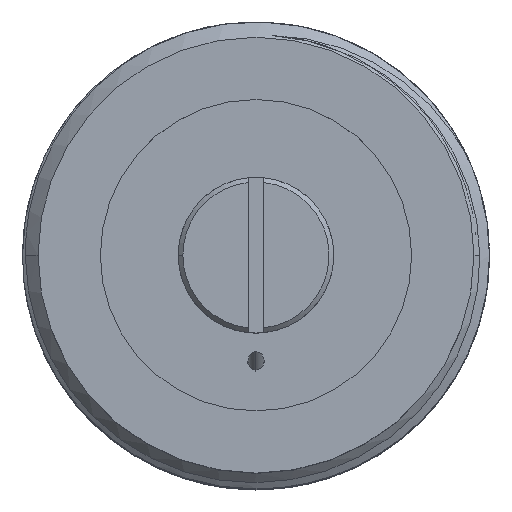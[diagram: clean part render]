
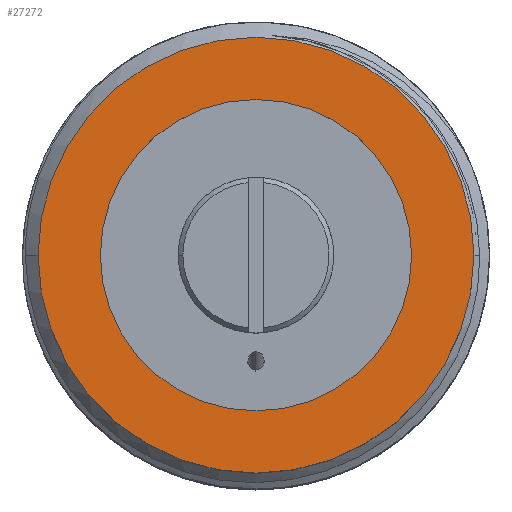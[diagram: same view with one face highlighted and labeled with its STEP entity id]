
A CAD part, top view. The second image highlights one B-rep face of the part: STEP entity #27272.
In plain terms, the highlighted face is planar.
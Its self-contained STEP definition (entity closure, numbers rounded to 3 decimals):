
#275 = DIRECTION ( 'NONE',  ( 0., 0., -1. ) ) ;
#1092 = EDGE_CURVE ( 'NONE', #25449, #9899, #22760, .T. ) ;
#3059 = EDGE_CURVE ( 'NONE', #9899, #25449, #20909, .T. ) ;
#3356 = AXIS2_PLACEMENT_3D ( 'NONE', #26591, #14653, #12360 ) ;
#4069 = CARTESIAN_POINT ( 'NONE',  ( 0., 0., 0. ) ) ;
#4142 = AXIS2_PLACEMENT_3D ( 'NONE', #26135, #11920, #28582 ) ;
#4244 = VERTEX_POINT ( 'NONE', #15178 ) ;
#4297 = EDGE_LOOP ( 'NONE', ( #11634, #9900 ) ) ;
#5203 = FACE_BOUND ( 'NONE', #4297, .T. ) ;
#6458 = DIRECTION ( 'NONE',  ( 0., 0., -1. ) ) ;
#9342 = AXIS2_PLACEMENT_3D ( 'NONE', #28823, #14556, #275 ) ;
#9607 = CIRCLE ( 'NONE', #30194, 10. ) ;
#9864 = DIRECTION ( 'NONE',  ( -1., 0., 0. ) ) ;
#9899 = VERTEX_POINT ( 'NONE', #26642 ) ;
#9900 = ORIENTED_EDGE ( 'NONE', *, *, #19016, .F. ) ;
#11028 = VERTEX_POINT ( 'NONE', #12327 ) ;
#11476 = FACE_OUTER_BOUND ( 'NONE', #29661, .T. ) ;
#11634 = ORIENTED_EDGE ( 'NONE', *, *, #16884, .F. ) ;
#11920 = DIRECTION ( 'NONE',  ( 1., 0., 0. ) ) ;
#12327 = CARTESIAN_POINT ( 'NONE',  ( 0., 0., -10. ) ) ;
#12360 = DIRECTION ( 'NONE',  ( 0., 0., -1. ) ) ;
#14079 = AXIS2_PLACEMENT_3D ( 'NONE', #4069, #20630, #6458 ) ;
#14295 = ORIENTED_EDGE ( 'NONE', *, *, #1092, .F. ) ;
#14556 = DIRECTION ( 'NONE',  ( 1., 0., 0. ) ) ;
#14653 = DIRECTION ( 'NONE',  ( 1., 0., 0. ) ) ;
#15178 = CARTESIAN_POINT ( 'NONE',  ( 0., 0., 10. ) ) ;
#16884 = EDGE_CURVE ( 'NONE', #11028, #4244, #9607, .T. ) ;
#19016 = EDGE_CURVE ( 'NONE', #4244, #11028, #23469, .T. ) ;
#19284 = PLANE ( 'NONE',  #3356 ) ;
#20630 = DIRECTION ( 'NONE',  ( -1., 0., 0. ) ) ;
#20909 = CIRCLE ( 'NONE', #9342, 14. ) ;
#21652 = ORIENTED_EDGE ( 'NONE', *, *, #3059, .F. ) ;
#22760 = CIRCLE ( 'NONE', #4142, 14. ) ;
#23469 = CIRCLE ( 'NONE', #14079, 10. ) ;
#24067 = CARTESIAN_POINT ( 'NONE',  ( 0., 0., 0. ) ) ;
#25449 = VERTEX_POINT ( 'NONE', #30549 ) ;
#26135 = CARTESIAN_POINT ( 'NONE',  ( 0., 0., 0. ) ) ;
#26465 = DIRECTION ( 'NONE',  ( 0., 0., -1. ) ) ;
#26591 = CARTESIAN_POINT ( 'NONE',  ( 0., 0., 0. ) ) ;
#26642 = CARTESIAN_POINT ( 'NONE',  ( 0., 0., 14. ) ) ;
#27272 = ADVANCED_FACE ( 'NONE', ( #5203, #11476 ), #19284, .F. ) ;
#28582 = DIRECTION ( 'NONE',  ( 0., 0., -1. ) ) ;
#28823 = CARTESIAN_POINT ( 'NONE',  ( 0., 0., 0. ) ) ;
#29661 = EDGE_LOOP ( 'NONE', ( #14295, #21652 ) ) ;
#30194 = AXIS2_PLACEMENT_3D ( 'NONE', #24067, #9864, #26465 ) ;
#30549 = CARTESIAN_POINT ( 'NONE',  ( 0., 0., -14. ) ) ;
